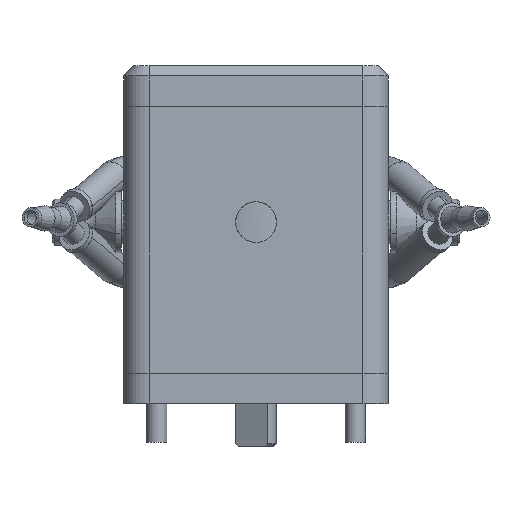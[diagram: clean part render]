
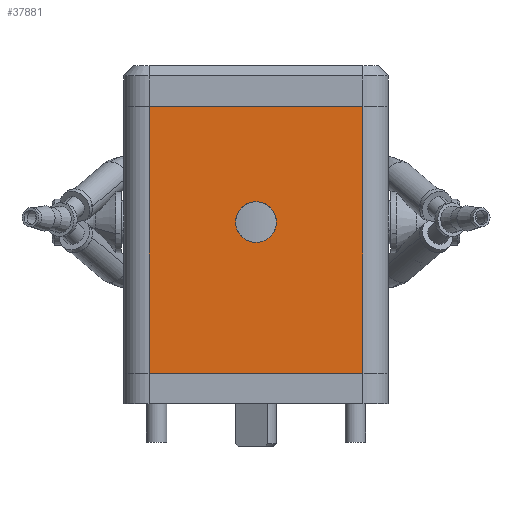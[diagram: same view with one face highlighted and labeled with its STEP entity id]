
A CAD part, front view. The second image highlights one B-rep face of the part: STEP entity #37881.
In plain terms, the highlighted planar face has unit normal (0, -1, 0).
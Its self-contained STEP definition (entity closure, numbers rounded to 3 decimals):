
#836 = EDGE_CURVE ( 'NONE', #63801, #34363, #15953, .T. ) ;
#1565 = FACE_BOUND ( 'NONE', #12775, .T. ) ;
#2555 = CIRCLE ( 'NONE', #7183, 4. ) ;
#3131 = ORIENTED_EDGE ( 'NONE', *, *, #28584, .F. ) ;
#5019 = VECTOR ( 'NONE', #27670, 1000. ) ;
#5528 = LINE ( 'NONE', #71593, #27971 ) ;
#6917 = AXIS2_PLACEMENT_3D ( 'NONE', #66913, #40064, #11985 ) ;
#7183 = AXIS2_PLACEMENT_3D ( 'NONE', #57487, #62340, #51699 ) ;
#7644 = DIRECTION ( 'NONE',  ( 1., 0., 0. ) ) ;
#8207 = VECTOR ( 'NONE', #51191, 1000. ) ;
#9504 = VERTEX_POINT ( 'NONE', #41835 ) ;
#11985 = DIRECTION ( 'NONE',  ( 0., 0., -1. ) ) ;
#12775 = EDGE_LOOP ( 'NONE', ( #25828, #3131 ) ) ;
#14009 = EDGE_CURVE ( 'NONE', #49983, #24678, #21585, .T. ) ;
#14200 = EDGE_CURVE ( 'NONE', #9504, #34363, #48325, .T. ) ;
#15953 = LINE ( 'NONE', #17847, #8207 ) ;
#17847 = CARTESIAN_POINT ( 'NONE',  ( 21., -30., 7. ) ) ;
#18530 = PLANE ( 'NONE',  #33006 ) ;
#19778 = FACE_OUTER_BOUND ( 'NONE', #29459, .T. ) ;
#19957 = ORIENTED_EDGE ( 'NONE', *, *, #54211, .T. ) ;
#21585 = CIRCLE ( 'NONE', #6917, 4. ) ;
#24592 = DIRECTION ( 'NONE',  ( 0., 1., 0. ) ) ;
#24678 = VERTEX_POINT ( 'NONE', #42968 ) ;
#25828 = ORIENTED_EDGE ( 'NONE', *, *, #14009, .F. ) ;
#25901 = CARTESIAN_POINT ( 'NONE',  ( 21., -30., 0. ) ) ;
#26715 = VERTEX_POINT ( 'NONE', #53795 ) ;
#26902 = DIRECTION ( 'NONE',  ( 1., 0., 0. ) ) ;
#27489 = ORIENTED_EDGE ( 'NONE', *, *, #836, .T. ) ;
#27670 = DIRECTION ( 'NONE',  ( 0., 0., -1. ) ) ;
#27910 = CARTESIAN_POINT ( 'NONE',  ( -21., -30., 7. ) ) ;
#27971 = VECTOR ( 'NONE', #26902, 1000. ) ;
#28584 = EDGE_CURVE ( 'NONE', #24678, #49983, #2555, .T. ) ;
#29459 = EDGE_LOOP ( 'NONE', ( #19957, #27489, #57310, #36642 ) ) ;
#29690 = DIRECTION ( 'NONE',  ( -1., 0., 0. ) ) ;
#31874 = LINE ( 'NONE', #27910, #5019 ) ;
#33006 = AXIS2_PLACEMENT_3D ( 'NONE', #57890, #24592, #29690 ) ;
#34363 = VERTEX_POINT ( 'NONE', #49790 ) ;
#36642 = ORIENTED_EDGE ( 'NONE', *, *, #40018, .T. ) ;
#37881 = ADVANCED_FACE ( 'NONE', ( #19778, #1565 ), #18530, .F. ) ;
#40018 = EDGE_CURVE ( 'NONE', #9504, #26715, #31874, .T. ) ;
#40064 = DIRECTION ( 'NONE',  ( 0., -1., 0. ) ) ;
#41508 = CARTESIAN_POINT ( 'NONE',  ( -21., -30., 52.4 ) ) ;
#41835 = CARTESIAN_POINT ( 'NONE',  ( -21., -30., 52.4 ) ) ;
#42968 = CARTESIAN_POINT ( 'NONE',  ( 0., -30., 33.7 ) ) ;
#48325 = LINE ( 'NONE', #41508, #53503 ) ;
#49790 = CARTESIAN_POINT ( 'NONE',  ( 21., -30., 52.4 ) ) ;
#49983 = VERTEX_POINT ( 'NONE', #68018 ) ;
#51191 = DIRECTION ( 'NONE',  ( 0., 0., 1. ) ) ;
#51699 = DIRECTION ( 'NONE',  ( 0., 0., -1. ) ) ;
#53503 = VECTOR ( 'NONE', #7644, 1000. ) ;
#53795 = CARTESIAN_POINT ( 'NONE',  ( -21., -30., 0. ) ) ;
#54211 = EDGE_CURVE ( 'NONE', #26715, #63801, #5528, .T. ) ;
#57310 = ORIENTED_EDGE ( 'NONE', *, *, #14200, .F. ) ;
#57487 = CARTESIAN_POINT ( 'NONE',  ( 0., -30., 29.7 ) ) ;
#57890 = CARTESIAN_POINT ( 'NONE',  ( -26., -30., 7. ) ) ;
#62340 = DIRECTION ( 'NONE',  ( 0., -1., 0. ) ) ;
#63801 = VERTEX_POINT ( 'NONE', #25901 ) ;
#66913 = CARTESIAN_POINT ( 'NONE',  ( 0., -30., 29.7 ) ) ;
#68018 = CARTESIAN_POINT ( 'NONE',  ( 0., -30., 25.7 ) ) ;
#71593 = CARTESIAN_POINT ( 'NONE',  ( -26., -30., 0. ) ) ;
